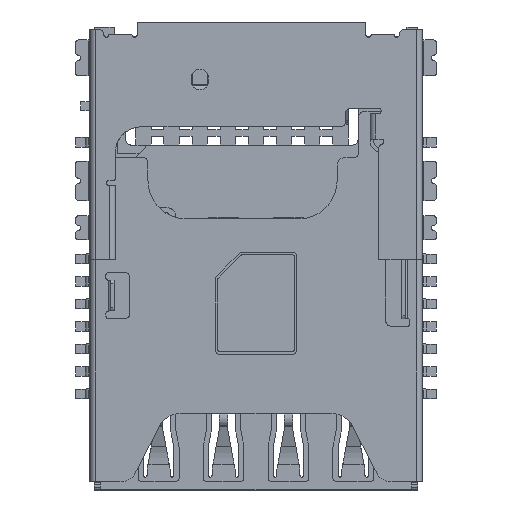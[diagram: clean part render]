
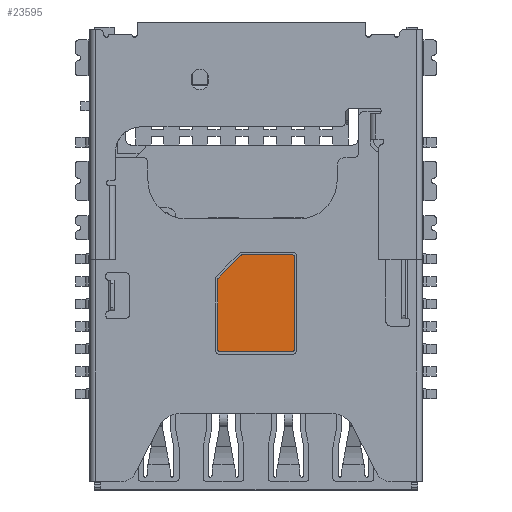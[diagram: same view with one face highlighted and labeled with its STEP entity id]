
A CAD part, top view. The second image highlights one B-rep face of the part: STEP entity #23595.
In plain terms, the highlighted planar face has unit normal (0, 0, 1).
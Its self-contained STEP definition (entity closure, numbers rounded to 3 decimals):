
#23595 = ADVANCED_FACE('',(#23596),#23683,.T.);
#23596 = FACE_BOUND('',#23597,.F.);
#23597 = EDGE_LOOP('',(#23598,#23609,#23617,#23626,#23634,#23643,#23651,
    #23660,#23668,#23677));
#23598 = ORIENTED_EDGE('',*,*,#23599,.F.);
#23599 = EDGE_CURVE('',#23600,#23602,#23604,.T.);
#23600 = VERTEX_POINT('',#23601);
#23601 = CARTESIAN_POINT('',(1.5,0.05,1.28));
#23602 = VERTEX_POINT('',#23603);
#23603 = CARTESIAN_POINT('',(1.4,0.15,1.28));
#23604 = CIRCLE('',#23605,0.1);
#23605 = AXIS2_PLACEMENT_3D('',#23606,#23607,#23608);
#23606 = CARTESIAN_POINT('',(1.4,0.05,1.28));
#23607 = DIRECTION('',(-0.,0.,1.));
#23608 = DIRECTION('',(1.,0.,0.));
#23609 = ORIENTED_EDGE('',*,*,#23610,.T.);
#23610 = EDGE_CURVE('',#23600,#23611,#23613,.T.);
#23611 = VERTEX_POINT('',#23612);
#23612 = CARTESIAN_POINT('',(1.5,-3.55,1.28));
#23613 = LINE('',#23614,#23615);
#23614 = CARTESIAN_POINT('',(1.5,0.05,1.28));
#23615 = VECTOR('',#23616,1.);
#23616 = DIRECTION('',(0.,-1.,0.));
#23617 = ORIENTED_EDGE('',*,*,#23618,.F.);
#23618 = EDGE_CURVE('',#23619,#23611,#23621,.T.);
#23619 = VERTEX_POINT('',#23620);
#23620 = CARTESIAN_POINT('',(1.4,-3.65,1.28));
#23621 = CIRCLE('',#23622,0.1);
#23622 = AXIS2_PLACEMENT_3D('',#23623,#23624,#23625);
#23623 = CARTESIAN_POINT('',(1.4,-3.55,1.28));
#23624 = DIRECTION('',(0.,0.,1.));
#23625 = DIRECTION('',(0.,-1.,0.));
#23626 = ORIENTED_EDGE('',*,*,#23627,.T.);
#23627 = EDGE_CURVE('',#23619,#23628,#23630,.T.);
#23628 = VERTEX_POINT('',#23629);
#23629 = CARTESIAN_POINT('',(-1.4,-3.65,1.28));
#23630 = LINE('',#23631,#23632);
#23631 = CARTESIAN_POINT('',(1.4,-3.65,1.28));
#23632 = VECTOR('',#23633,1.);
#23633 = DIRECTION('',(-1.,0.,0.));
#23634 = ORIENTED_EDGE('',*,*,#23635,.F.);
#23635 = EDGE_CURVE('',#23636,#23628,#23638,.T.);
#23636 = VERTEX_POINT('',#23637);
#23637 = CARTESIAN_POINT('',(-1.5,-3.55,1.28));
#23638 = CIRCLE('',#23639,0.1);
#23639 = AXIS2_PLACEMENT_3D('',#23640,#23641,#23642);
#23640 = CARTESIAN_POINT('',(-1.4,-3.55,1.28));
#23641 = DIRECTION('',(0.,0.,1.));
#23642 = DIRECTION('',(-1.,0.,0.));
#23643 = ORIENTED_EDGE('',*,*,#23644,.T.);
#23644 = EDGE_CURVE('',#23636,#23645,#23647,.T.);
#23645 = VERTEX_POINT('',#23646);
#23646 = CARTESIAN_POINT('',(-1.5,-0.833,1.28));
#23647 = LINE('',#23648,#23649);
#23648 = CARTESIAN_POINT('',(-1.5,-3.55,1.28));
#23649 = VECTOR('',#23650,1.);
#23650 = DIRECTION('',(0.,1.,0.));
#23651 = ORIENTED_EDGE('',*,*,#23652,.F.);
#23652 = EDGE_CURVE('',#23653,#23645,#23655,.T.);
#23653 = VERTEX_POINT('',#23654);
#23654 = CARTESIAN_POINT('',(-1.471,-0.762,1.28));
#23655 = CIRCLE('',#23656,0.1);
#23656 = AXIS2_PLACEMENT_3D('',#23657,#23658,#23659);
#23657 = CARTESIAN_POINT('',(-1.4,-0.833,1.28));
#23658 = DIRECTION('',(0.,0.,1.));
#23659 = DIRECTION('',(-0.707,0.707,
    0.));
#23660 = ORIENTED_EDGE('',*,*,#23661,.T.);
#23661 = EDGE_CURVE('',#23653,#23662,#23664,.T.);
#23662 = VERTEX_POINT('',#23663);
#23663 = CARTESIAN_POINT('',(-0.588,0.121,1.28));
#23664 = LINE('',#23665,#23666);
#23665 = CARTESIAN_POINT('',(-1.471,-0.762,1.28));
#23666 = VECTOR('',#23667,1.);
#23667 = DIRECTION('',(0.707,0.707,0.
    ));
#23668 = ORIENTED_EDGE('',*,*,#23669,.F.);
#23669 = EDGE_CURVE('',#23670,#23662,#23672,.T.);
#23670 = VERTEX_POINT('',#23671);
#23671 = CARTESIAN_POINT('',(-0.517,0.15,1.28));
#23672 = CIRCLE('',#23673,0.1);
#23673 = AXIS2_PLACEMENT_3D('',#23674,#23675,#23676);
#23674 = CARTESIAN_POINT('',(-0.517,0.05,1.28));
#23675 = DIRECTION('',(0.,0.,1.));
#23676 = DIRECTION('',(0.,1.,0.));
#23677 = ORIENTED_EDGE('',*,*,#23678,.T.);
#23678 = EDGE_CURVE('',#23670,#23602,#23679,.T.);
#23679 = LINE('',#23680,#23681);
#23680 = CARTESIAN_POINT('',(-0.517,0.15,1.28));
#23681 = VECTOR('',#23682,1.);
#23682 = DIRECTION('',(1.,0.,0.));
#23683 = PLANE('',#23684);
#23684 = AXIS2_PLACEMENT_3D('',#23685,#23686,#23687);
#23685 = CARTESIAN_POINT('',(-6.325,-9.05,1.28));
#23686 = DIRECTION('',(0.,0.,1.));
#23687 = DIRECTION('',(1.,0.,0.));
